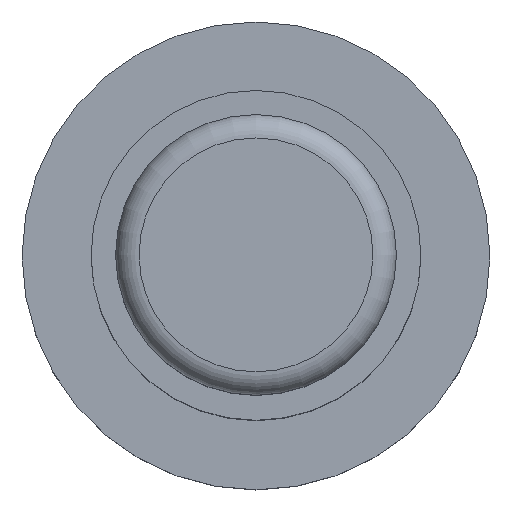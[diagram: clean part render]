
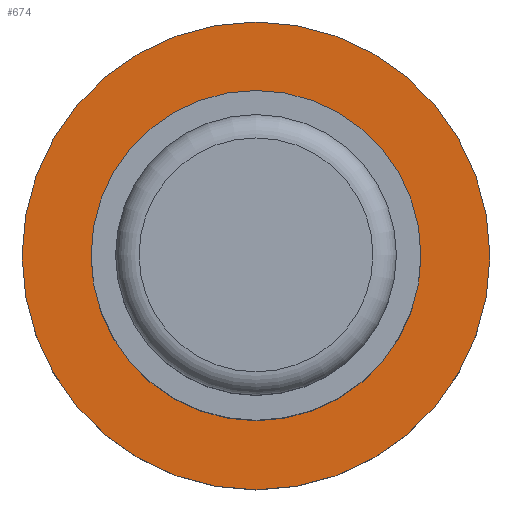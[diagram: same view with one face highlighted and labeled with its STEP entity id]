
A CAD part, top view. The second image highlights one B-rep face of the part: STEP entity #674.
In plain terms, the highlighted planar face has unit normal (0, 0, 1).
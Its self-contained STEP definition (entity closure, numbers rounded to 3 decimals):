
#19=FACE_BOUND('',#213,.T.);
#25=PLANE('',#758);
#169=FACE_OUTER_BOUND('',#212,.T.);
#212=EDGE_LOOP('',(#501,#502));
#213=EDGE_LOOP('',(#503));
#256=CIRCLE('',#750,3.5);
#260=CIRCLE('',#756,5.);
#261=CIRCLE('',#757,5.);
#303=VERTEX_POINT('',#1080);
#306=VERTEX_POINT('',#1090);
#307=VERTEX_POINT('',#1091);
#373=EDGE_CURVE('',#303,#303,#256,.T.);
#377=EDGE_CURVE('',#306,#307,#260,.T.);
#378=EDGE_CURVE('',#307,#306,#261,.T.);
#501=ORIENTED_EDGE('',*,*,#377,.T.);
#502=ORIENTED_EDGE('',*,*,#378,.T.);
#503=ORIENTED_EDGE('',*,*,#373,.T.);
#674=ADVANCED_FACE('',(#169,#19),#25,.T.);
#750=AXIS2_PLACEMENT_3D('',#1082,#878,#879);
#756=AXIS2_PLACEMENT_3D('',#1092,#890,#891);
#757=AXIS2_PLACEMENT_3D('',#1093,#892,#893);
#758=AXIS2_PLACEMENT_3D('',#1095,#895,#896);
#878=DIRECTION('center_axis',(0.,0.,-1.));
#879=DIRECTION('ref_axis',(-1.,0.,0.));
#890=DIRECTION('center_axis',(0.,0.,1.));
#891=DIRECTION('ref_axis',(-1.,0.,0.));
#892=DIRECTION('center_axis',(0.,0.,1.));
#893=DIRECTION('ref_axis',(-1.,0.,0.));
#895=DIRECTION('center_axis',(0.,0.,1.));
#896=DIRECTION('ref_axis',(1.,0.,0.));
#1080=CARTESIAN_POINT('',(3.5,0.,9.));
#1082=CARTESIAN_POINT('Origin',(0.,0.,9.));
#1090=CARTESIAN_POINT('',(5.,0.,9.));
#1091=CARTESIAN_POINT('',(-5.,0.,9.));
#1092=CARTESIAN_POINT('Origin',(0.,0.,9.));
#1093=CARTESIAN_POINT('Origin',(0.,0.,9.));
#1095=CARTESIAN_POINT('Origin',(0.,0.,9.));
